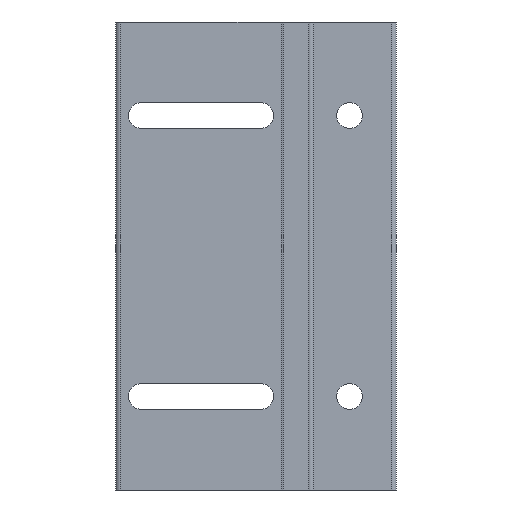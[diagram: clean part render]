
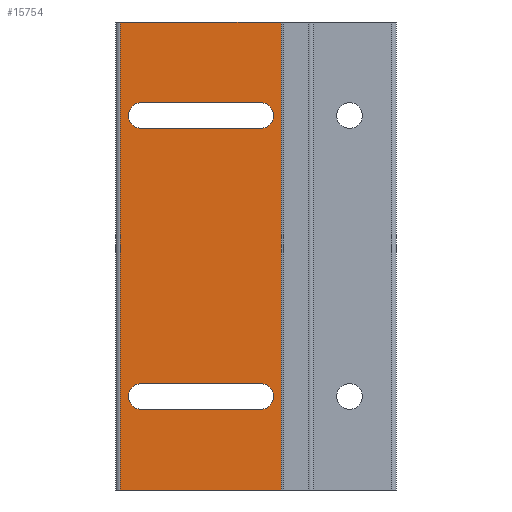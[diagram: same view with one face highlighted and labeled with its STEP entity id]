
A CAD part, front view. The second image highlights one B-rep face of the part: STEP entity #15754.
In plain terms, the highlighted planar face has unit normal (0, -1, 0).
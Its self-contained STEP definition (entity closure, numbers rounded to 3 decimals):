
#131=CARTESIAN_POINT('',(-40.3,0.,50.0));
#132=VERTEX_POINT('',#131);
#140=CARTESIAN_POINT('',(-5.9,0.,50.0));
#141=VERTEX_POINT('',#140);
#142=CARTESIAN_POINT('',(-5.9,0.,50.0));
#143=DIRECTION('',(-1.0,0.0,0.0));
#144=VECTOR('',#143,34.4);
#145=LINE('',#142,#144);
#146=EDGE_CURVE('',#141,#132,#145,.T.);
#1611=CARTESIAN_POINT('',(-35.8,0.,-32.75));
#1612=VERTEX_POINT('',#1611);
#1619=CARTESIAN_POINT('',(-10.3,0.,-32.75));
#1620=VERTEX_POINT('',#1619);
#1621=CARTESIAN_POINT('',(-10.3,0.,-32.75));
#1622=DIRECTION('',(-1.0,0.0,0.0));
#1623=VECTOR('',#1622,25.5);
#1624=LINE('',#1621,#1623);
#1625=EDGE_CURVE('',#1620,#1612,#1624,.T.);
#1650=CARTESIAN_POINT('',(-35.8,0.,-27.25));
#1651=VERTEX_POINT('',#1650);
#1658=CARTESIAN_POINT('',(-35.8,0.,-30.0));
#1659=DIRECTION('',(0.0,1.0,0.0));
#1660=DIRECTION('',(0.0,0.0,-1.0));
#1661=AXIS2_PLACEMENT_3D('',#1658,#1659,#1660);
#1662=CIRCLE('',#1661,2.75);
#1663=EDGE_CURVE('',#1612,#1651,#1662,.T.);
#1682=CARTESIAN_POINT('',(-10.3,0.,-27.25));
#1683=VERTEX_POINT('',#1682);
#1690=CARTESIAN_POINT('',(-35.8,0.,-27.25));
#1691=DIRECTION('',(1.0,0.0,0.0));
#1692=VECTOR('',#1691,25.5);
#1693=LINE('',#1690,#1692);
#1694=EDGE_CURVE('',#1651,#1683,#1693,.T.);
#1713=CARTESIAN_POINT('',(-10.3,0.,-30.0));
#1714=DIRECTION('',(0.0,1.0,0.0));
#1715=DIRECTION('',(0.0,0.0,1.0));
#1716=AXIS2_PLACEMENT_3D('',#1713,#1714,#1715);
#1717=CIRCLE('',#1716,2.75);
#1718=EDGE_CURVE('',#1683,#1620,#1717,.T.);
#7752=CARTESIAN_POINT('',(-10.3,0.,32.75));
#7753=VERTEX_POINT('',#7752);
#7760=CARTESIAN_POINT('',(-35.8,0.,32.75));
#7761=VERTEX_POINT('',#7760);
#7762=CARTESIAN_POINT('',(-35.8,0.,32.75));
#7763=DIRECTION('',(1.0,0.0,0.0));
#7764=VECTOR('',#7763,25.5);
#7765=LINE('',#7762,#7764);
#7766=EDGE_CURVE('',#7761,#7753,#7765,.T.);
#7784=CARTESIAN_POINT('',(-35.8,0.,27.25));
#7785=VERTEX_POINT('',#7784);
#7786=CARTESIAN_POINT('',(-35.8,0.,30.0));
#7787=DIRECTION('',(0.0,1.0,0.0));
#7788=DIRECTION('',(0.0,0.0,1.0));
#7789=AXIS2_PLACEMENT_3D('',#7786,#7787,#7788);
#7790=CIRCLE('',#7789,2.75);
#7791=EDGE_CURVE('',#7785,#7761,#7790,.T.);
#7809=CARTESIAN_POINT('',(-10.3,0.,27.25));
#7810=VERTEX_POINT('',#7809);
#7811=CARTESIAN_POINT('',(-10.3,0.,27.25));
#7812=DIRECTION('',(-1.0,0.0,0.0));
#7813=VECTOR('',#7812,25.5);
#7814=LINE('',#7811,#7813);
#7815=EDGE_CURVE('',#7810,#7785,#7814,.T.);
#7833=CARTESIAN_POINT('',(-10.3,0.,30.0));
#7834=DIRECTION('',(0.0,1.0,0.0));
#7835=DIRECTION('',(0.0,0.0,-1.0));
#7836=AXIS2_PLACEMENT_3D('',#7833,#7834,#7835);
#7837=CIRCLE('',#7836,2.75);
#7838=EDGE_CURVE('',#7753,#7810,#7837,.T.);
#13044=CARTESIAN_POINT('',(-5.9,0.,-50.0));
#13045=VERTEX_POINT('',#13044);
#13053=CARTESIAN_POINT('',(-40.3,0.,-50.0));
#13054=VERTEX_POINT('',#13053);
#13055=CARTESIAN_POINT('',(-40.3,0.,-50.0));
#13056=DIRECTION('',(1.0,0.0,0.0));
#13057=VECTOR('',#13056,34.4);
#13058=LINE('',#13055,#13057);
#13059=EDGE_CURVE('',#13054,#13045,#13058,.T.);
#15715=CARTESIAN_POINT('',(-5.9,0.,50.0));
#15716=DIRECTION('',(0.0,0.0,-1.0));
#15717=VECTOR('',#15716,100.0);
#15718=LINE('',#15715,#15717);
#15719=EDGE_CURVE('',#141,#13045,#15718,.T.);
#15726=CARTESIAN_POINT('',(-5.9,0.,0.0));
#15727=DIRECTION('',(0.0,-1.0,0.0));
#15728=DIRECTION('',(0.0,0.0,-1.0));
#15729=AXIS2_PLACEMENT_3D('',#15726,#15727,#15728);
#15730=PLANE('',#15729);
#15731=ORIENTED_EDGE('',*,*,#146,.T.);
#15732=CARTESIAN_POINT('',(-40.3,0.,50.0));
#15733=DIRECTION('',(0.0,0.0,-1.0));
#15734=VECTOR('',#15733,100.0);
#15735=LINE('',#15732,#15734);
#15736=EDGE_CURVE('',#132,#13054,#15735,.T.);
#15737=ORIENTED_EDGE('',*,*,#15736,.T.);
#15738=ORIENTED_EDGE('',*,*,#13059,.T.);
#15739=ORIENTED_EDGE('',*,*,#15719,.F.);
#15740=EDGE_LOOP('',(#15731,#15737,#15738,#15739));
#15741=FACE_OUTER_BOUND('',#15740,.T.);
#15742=ORIENTED_EDGE('',*,*,#1625,.T.);
#15743=ORIENTED_EDGE('',*,*,#1663,.T.);
#15744=ORIENTED_EDGE('',*,*,#1694,.T.);
#15745=ORIENTED_EDGE('',*,*,#1718,.T.);
#15746=EDGE_LOOP('',(#15742,#15743,#15744,#15745));
#15747=FACE_BOUND('',#15746,.T.);
#15748=ORIENTED_EDGE('',*,*,#7766,.T.);
#15749=ORIENTED_EDGE('',*,*,#7838,.T.);
#15750=ORIENTED_EDGE('',*,*,#7815,.T.);
#15751=ORIENTED_EDGE('',*,*,#7791,.T.);
#15752=EDGE_LOOP('',(#15748,#15749,#15750,#15751));
#15753=FACE_BOUND('',#15752,.T.);
#15754=ADVANCED_FACE('',(#15741,#15747,#15753),#15730,.T.);
